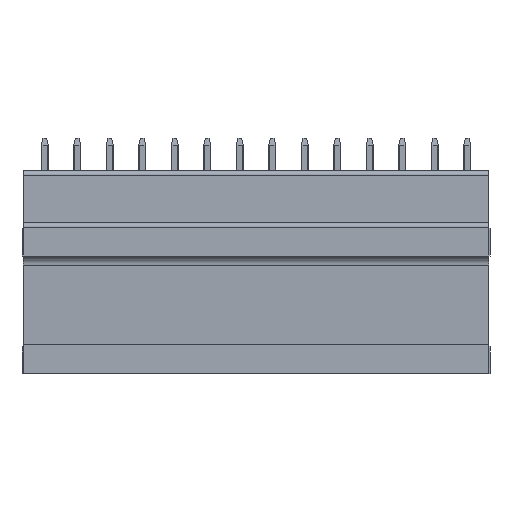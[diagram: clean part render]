
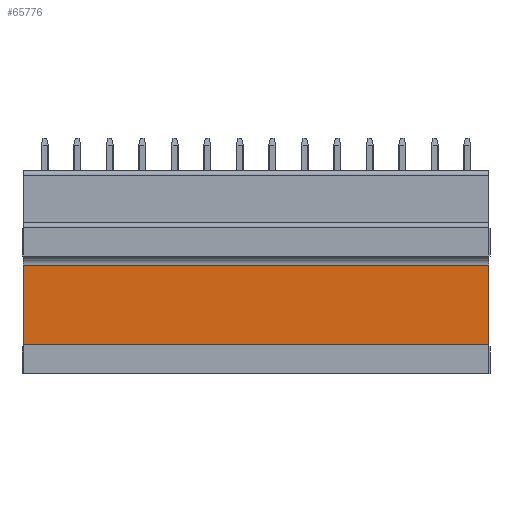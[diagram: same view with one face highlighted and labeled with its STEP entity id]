
A CAD part, front view. The second image highlights one B-rep face of the part: STEP entity #65776.
In plain terms, the highlighted planar face has unit normal (0, -1, -0.026).
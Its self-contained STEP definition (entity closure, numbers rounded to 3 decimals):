
#22414=DIRECTION('',(-1.,0.,0.));
#22415=VECTOR('',#22414,50.1);
#22416=CARTESIAN_POINT('',(-0.15,4.2,-9.5));
#22417=LINE('',#22416,#22415);
#22422=DIRECTION('',(0.,0.026,-1.));
#22423=VECTOR('',#22422,8.529);
#22424=CARTESIAN_POINT('',(-50.25,3.98,-0.974));
#22425=LINE('',#22424,#22423);
#22426=DIRECTION('',(-1.,0.,0.));
#22427=VECTOR('',#22426,50.1);
#22428=CARTESIAN_POINT('',(-0.15,3.98,-0.974));
#22429=LINE('',#22428,#22427);
#22430=DIRECTION('',(0.,0.026,-1.));
#22431=VECTOR('',#22430,8.529);
#22432=CARTESIAN_POINT('',(-0.15,3.98,-0.974));
#22433=LINE('',#22432,#22431);
#31726=CARTESIAN_POINT('',(-0.15,3.98,-0.974));
#31727=VERTEX_POINT('',#31726);
#31728=CARTESIAN_POINT('',(-0.15,4.2,-9.5));
#31729=VERTEX_POINT('',#31728);
#35056=CARTESIAN_POINT('',(-50.25,3.98,-0.974));
#35057=VERTEX_POINT('',#35056);
#35058=CARTESIAN_POINT('',(-50.25,4.2,-9.5));
#35059=VERTEX_POINT('',#35058);
#65763=CARTESIAN_POINT('',(0.,3.98,-0.974));
#65764=DIRECTION('',(0.,-1.,-0.026));
#65765=DIRECTION('',(0.,0.026,-1.));
#65766=AXIS2_PLACEMENT_3D('',#65763,#65764,#65765);
#65767=PLANE('',#65766);
#65768=ORIENTED_EDGE('',*,*,#50041,.F.);
#65770=ORIENTED_EDGE('',*,*,#65769,.F.);
#65772=ORIENTED_EDGE('',*,*,#65771,.T.);
#65773=ORIENTED_EDGE('',*,*,#65755,.T.);
#65774=EDGE_LOOP('',(#65768,#65770,#65772,#65773));
#65775=FACE_OUTER_BOUND('',#65774,.F.);
#65776=ADVANCED_FACE('',(#65775),#65767,.T.);
#50041=EDGE_CURVE('',#35057,#35059,#22425,.T.);
#65755=EDGE_CURVE('',#31729,#35059,#22417,.T.);
#65769=EDGE_CURVE('',#31727,#35057,#22429,.T.);
#65771=EDGE_CURVE('',#31727,#31729,#22433,.T.);
